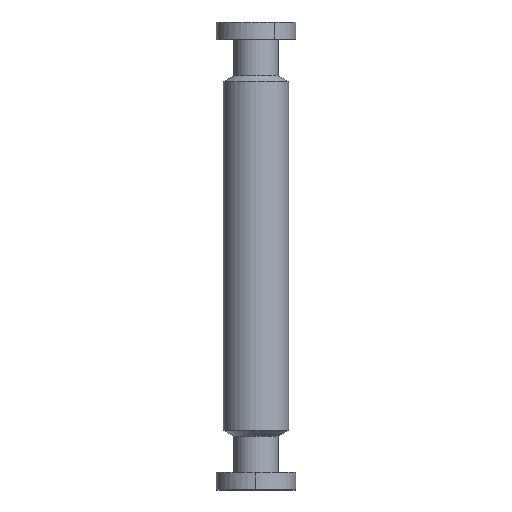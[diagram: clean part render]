
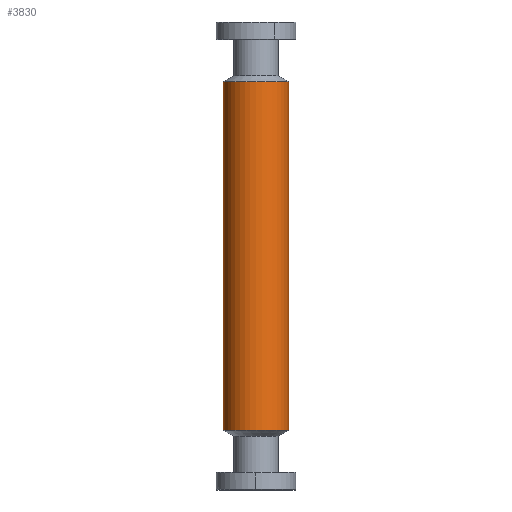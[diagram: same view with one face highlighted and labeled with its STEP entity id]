
A CAD part, front view. The second image highlights one B-rep face of the part: STEP entity #3830.
In plain terms, the highlighted cylindrical face has radius 14 mm (diameter 28 mm), a partial arc.
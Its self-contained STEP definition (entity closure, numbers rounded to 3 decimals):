
#28 = LINE ( 'NONE', #3267, #3749 ) ;
#57 = EDGE_CURVE ( 'NONE', #3693, #2957, #2581, .T. ) ;
#58 = ORIENTED_EDGE ( 'NONE', *, *, #2235, .T. ) ;
#172 = EDGE_LOOP ( 'NONE', ( #3552, #58, #899, #4270 ) ) ;
#212 = DIRECTION ( 'NONE',  ( 1., 0., 0. ) ) ;
#631 = DIRECTION ( 'NONE',  ( 0., 0., 1. ) ) ;
#637 = CARTESIAN_POINT ( 'NONE',  ( 0., 0., -74.4 ) ) ;
#675 = VERTEX_POINT ( 'NONE', #3342 ) ;
#899 = ORIENTED_EDGE ( 'NONE', *, *, #4364, .T. ) ;
#995 = DIRECTION ( 'NONE',  ( 1., 0., 0. ) ) ;
#1095 = AXIS2_PLACEMENT_3D ( 'NONE', #637, #3079, #995 ) ;
#1100 = CYLINDRICAL_SURFACE ( 'NONE', #3733, 14. ) ;
#1224 = DIRECTION ( 'NONE',  ( 0., 0., 1. ) ) ;
#1374 = VERTEX_POINT ( 'NONE', #3331 ) ;
#1604 = CARTESIAN_POINT ( 'NONE',  ( 14., 0., 74.4 ) ) ;
#2145 = EDGE_CURVE ( 'NONE', #1374, #3693, #28, .T. ) ;
#2235 = EDGE_CURVE ( 'NONE', #1374, #675, #3422, .T. ) ;
#2365 = DIRECTION ( 'NONE',  ( 0., 0., 1. ) ) ;
#2394 = LINE ( 'NONE', #3075, #3324 ) ;
#2581 = CIRCLE ( 'NONE', #3275, 14. ) ;
#2666 = CARTESIAN_POINT ( 'NONE',  ( 0., 0., 74.4 ) ) ;
#2957 = VERTEX_POINT ( 'NONE', #1604 ) ;
#2974 = CARTESIAN_POINT ( 'NONE',  ( -14., 0., 74.4 ) ) ;
#3026 = DIRECTION ( 'NONE',  ( 0., 0., 1. ) ) ;
#3065 = DIRECTION ( 'NONE',  ( 1., 0., 0. ) ) ;
#3075 = CARTESIAN_POINT ( 'NONE',  ( 14., 0., 110.164 ) ) ;
#3079 = DIRECTION ( 'NONE',  ( 0., 0., 1. ) ) ;
#3267 = CARTESIAN_POINT ( 'NONE',  ( -14., 0., 110.164 ) ) ;
#3275 = AXIS2_PLACEMENT_3D ( 'NONE', #2666, #3026, #212 ) ;
#3324 = VECTOR ( 'NONE', #631, 1000. ) ;
#3331 = CARTESIAN_POINT ( 'NONE',  ( -14., 0., -74.4 ) ) ;
#3342 = CARTESIAN_POINT ( 'NONE',  ( 14., 0., -74.4 ) ) ;
#3422 = CIRCLE ( 'NONE', #1095, 14. ) ;
#3552 = ORIENTED_EDGE ( 'NONE', *, *, #2145, .F. ) ;
#3693 = VERTEX_POINT ( 'NONE', #2974 ) ;
#3733 = AXIS2_PLACEMENT_3D ( 'NONE', #3743, #2365, #3065 ) ;
#3743 = CARTESIAN_POINT ( 'NONE',  ( 0., 0., 110.164 ) ) ;
#3749 = VECTOR ( 'NONE', #1224, 1000. ) ;
#3830 = ADVANCED_FACE ( 'NONE', ( #3875 ), #1100, .T. ) ;
#3875 = FACE_OUTER_BOUND ( 'NONE', #172, .T. ) ;
#4270 = ORIENTED_EDGE ( 'NONE', *, *, #57, .F. ) ;
#4364 = EDGE_CURVE ( 'NONE', #675, #2957, #2394, .T. ) ;
